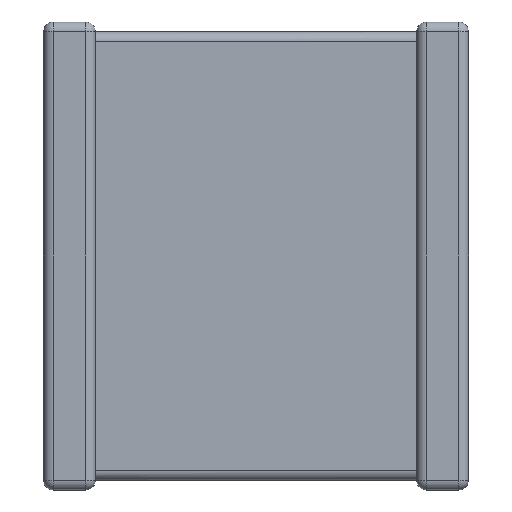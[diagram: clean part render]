
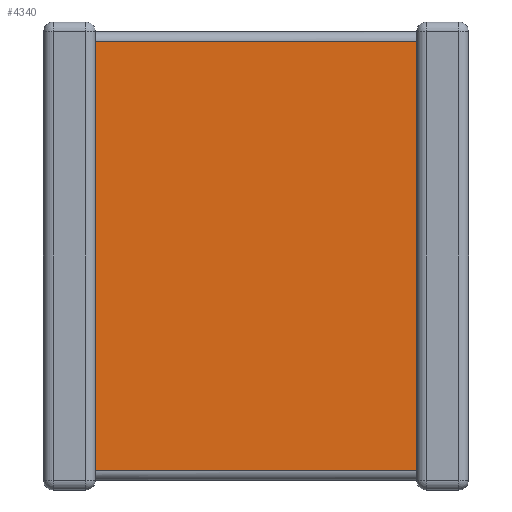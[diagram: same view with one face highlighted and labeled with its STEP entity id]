
A CAD part, front view. The second image highlights one B-rep face of the part: STEP entity #4340.
In plain terms, the highlighted planar face has unit normal (0, -1, 0).
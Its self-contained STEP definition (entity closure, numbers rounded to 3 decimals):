
#106 = CARTESIAN_POINT ( 'NONE',  ( 0.76, 0.143, -6.86 ) ) ;
#154 = CARTESIAN_POINT ( 'NONE',  ( 0.76, 0.143, -0.285 ) ) ;
#618 = EDGE_CURVE ( 'NONE', #2520, #3497, #4132, .T. ) ;
#661 = VECTOR ( 'NONE', #3021, 1000. ) ;
#700 = LINE ( 'NONE', #4629, #3935 ) ;
#705 = ORIENTED_EDGE ( 'NONE', *, *, #777, .T. ) ;
#777 = EDGE_CURVE ( 'NONE', #3778, #2520, #2727, .T. ) ;
#841 = VERTEX_POINT ( 'NONE', #4563 ) ;
#974 = VECTOR ( 'NONE', #4489, 1000. ) ;
#1085 = EDGE_CURVE ( 'NONE', #841, #3778, #3595, .T. ) ;
#1241 = DIRECTION ( 'NONE',  ( 0., -1., 0. ) ) ;
#1406 = DIRECTION ( 'NONE',  ( 0., 0., 1. ) ) ;
#1807 = PLANE ( 'NONE',  #2082 ) ;
#1831 = FACE_OUTER_BOUND ( 'NONE', #2065, .T. ) ;
#2065 = EDGE_LOOP ( 'NONE', ( #2494, #2090, #705, #3665 ) ) ;
#2073 = EDGE_CURVE ( 'NONE', #841, #3497, #700, .T. ) ;
#2082 = AXIS2_PLACEMENT_3D ( 'NONE', #106, #1241, #4105 ) ;
#2090 = ORIENTED_EDGE ( 'NONE', *, *, #1085, .T. ) ;
#2205 = CARTESIAN_POINT ( 'NONE',  ( 0.76, 0.143, -0.285 ) ) ;
#2480 = DIRECTION ( 'NONE',  ( 1., 0., 0. ) ) ;
#2494 = ORIENTED_EDGE ( 'NONE', *, *, #2073, .F. ) ;
#2508 = CARTESIAN_POINT ( 'NONE',  ( 5.47, 0.143, -6.575 ) ) ;
#2520 = VERTEX_POINT ( 'NONE', #4004 ) ;
#2605 = VECTOR ( 'NONE', #2480, 1000. ) ;
#2727 = LINE ( 'NONE', #3787, #974 ) ;
#3021 = DIRECTION ( 'NONE',  ( -1., 0., 0. ) ) ;
#3106 = CARTESIAN_POINT ( 'NONE',  ( 5.47, 0.143, -6.575 ) ) ;
#3497 = VERTEX_POINT ( 'NONE', #2205 ) ;
#3595 = LINE ( 'NONE', #2508, #2605 ) ;
#3665 = ORIENTED_EDGE ( 'NONE', *, *, #618, .T. ) ;
#3778 = VERTEX_POINT ( 'NONE', #3106 ) ;
#3787 = CARTESIAN_POINT ( 'NONE',  ( 5.47, 0.143, -6.86 ) ) ;
#3935 = VECTOR ( 'NONE', #1406, 1000. ) ;
#4004 = CARTESIAN_POINT ( 'NONE',  ( 5.47, 0.143, -0.285 ) ) ;
#4105 = DIRECTION ( 'NONE',  ( 0., 0., -1. ) ) ;
#4132 = LINE ( 'NONE', #154, #661 ) ;
#4340 = ADVANCED_FACE ( 'NONE', ( #1831 ), #1807, .T. ) ;
#4489 = DIRECTION ( 'NONE',  ( 0., 0., 1. ) ) ;
#4563 = CARTESIAN_POINT ( 'NONE',  ( 0.76, 0.143, -6.575 ) ) ;
#4629 = CARTESIAN_POINT ( 'NONE',  ( 0.76, 0.143, -6.86 ) ) ;
